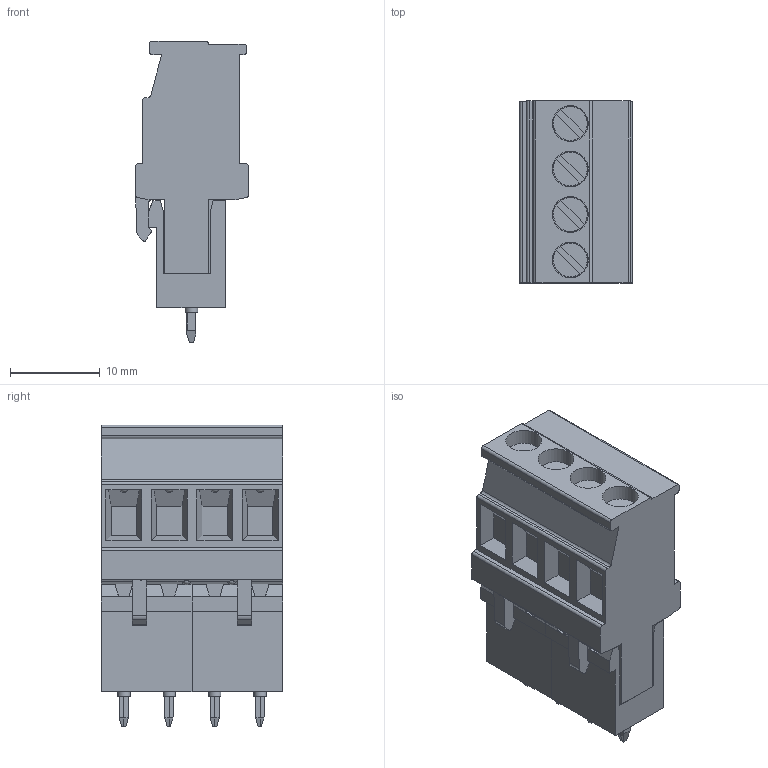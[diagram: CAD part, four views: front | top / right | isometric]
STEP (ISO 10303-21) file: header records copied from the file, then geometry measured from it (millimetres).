
FILE_DESCRIPTION(/* description */ (''),/* implementation_level */ '2;1');
FILE_NAME(/* name */ 'Terminal Block Vertical_2.step',/* time_stamp */ '2018-12-16T20:52:19-05:00',/* author */ ('xdmattz'),/* organization */ (''),/* preprocessor_version */ 'ST-DEVELOPER v17.2',/* originating_system */ 'Autodesk Translation Framework v7.6.0.251',/* authorisation */ '');
FILE_SCHEMA (('AUTOMOTIVE_DESIGN { 1 0 10303 214 3 1 1 }'));
Length unit declared in the file: millimetre
Products named in the file (8): Vertical_4; Vert_4; pxc_1758018_04_MSTBV-2-5-2-G-5-08_3D v1; mstbv_2.5-2-g-5; pxc_1758018_04_MSTBV-2-5-2-G-5-08_3D v1 (1); mstbv_2.5-2-g-5 (1); pxc_1792265_03_MVSTBR-2-5-4-ST-5-08_3D v1; mvstbr_2.5-4-st-5
Assembly tree (7 placements, depth 4):
  Vertical_4
    Vert_4
      pxc_1758018_04_MSTBV-2-5-2-G-5-08_3D v1
        mstbv_2.5-2-g-5
      pxc_1758018_04_MSTBV-2-5-2-G-5-08_3D v1 (1)
        mstbv_2.5-2-g-5 (1)
    pxc_1792265_03_MVSTBR-2-5-4-ST-5-08_3D v1
      mvstbr_2.5-4-st-5
Bounding box: 12.6 x 20.32 x 33.7 mm (x, y, z)
Volume: 5475 mm3; surface area: 4127.9 mm2
Topology: 3 solids, 3 shells, 511 faces, 1226 edges, 755 vertices
Faces by surface type: plane 445, cylinder 51, sphere 11, cone 4
Full cylindrical faces by diameter (mm): 1.4 x8, 2.8 x5, 3.783 x4, 4 x4
Entity records: 15297 total; most frequent: CARTESIAN_POINT 2567, DIRECTION 2533, ORIENTED_EDGE 2452, EDGE_CURVE 1226, LINE 951, VECTOR 951, AXIS2_PLACEMENT_3D 791, VERTEX_POINT 755
